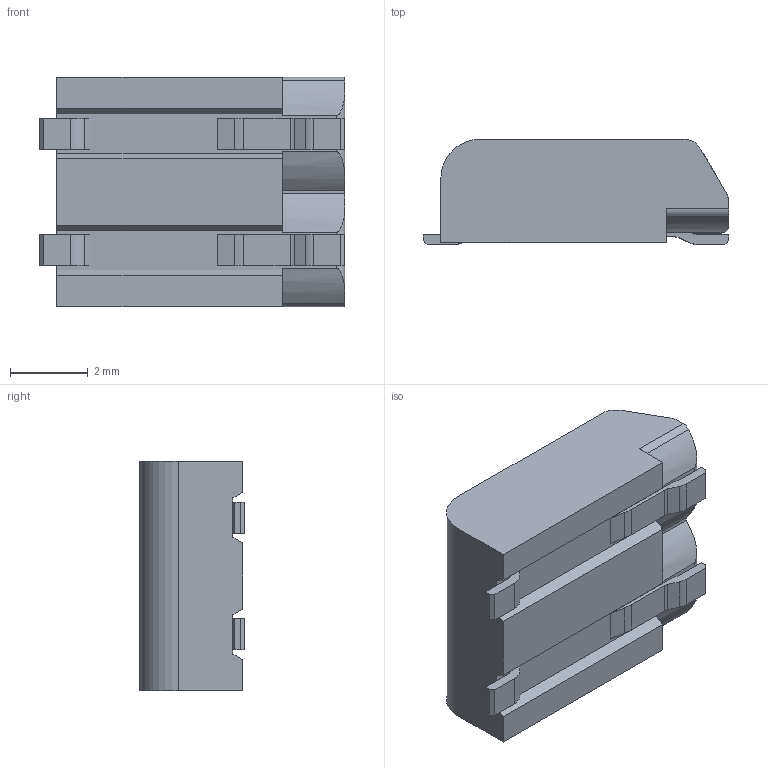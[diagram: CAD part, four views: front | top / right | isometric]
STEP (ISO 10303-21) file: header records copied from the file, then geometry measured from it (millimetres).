
FILE_DESCRIPTION( ( 'STEP AP214' ), '1' );
FILE_NAME( '2059-302_998-403_2_14.stp', ' ', ( ' ' ), ( ' ' ), 'PSStep 15.0.47', 'PARTsolutions', ' ' );
FILE_SCHEMA( ( 'AUTOMOTIVE_DESIGN { 1 0 10303 214 1 1 1 1 }' ) );
Length unit declared in the file: millimetre
Products named in the file (1): _2059-302/998-403
Bounding box: 7.85 x 2.7 x 5.9 mm (x, y, z)
Volume: 95.6 mm3; surface area: 183.6 mm2
Topology: 1 solids, 1 shells, 88 faces, 238 edges, 158 vertices
Faces by surface type: plane 57, cylinder 29, torus 2
Full cylindrical faces by diameter (mm): 1.1 x2, 1.6 x2
Entity records: 3472 total; most frequent: CARTESIAN_POINT 531, ORIENTED_EDGE 460, DIRECTION 454, EDGE_CURVE 230, LINE 168, VECTOR 168, VERTEX_POINT 156, AXIS2_PLACEMENT_3D 143
